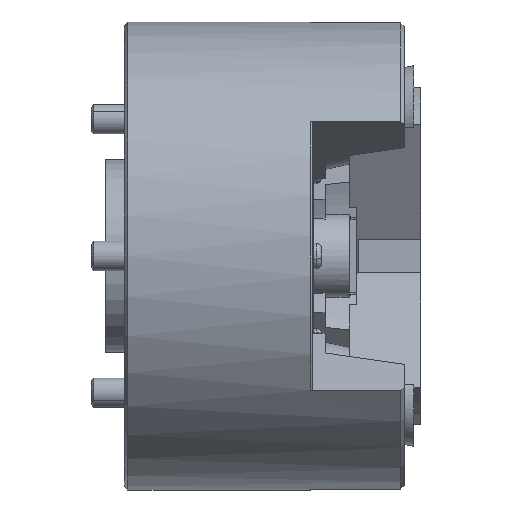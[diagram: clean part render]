
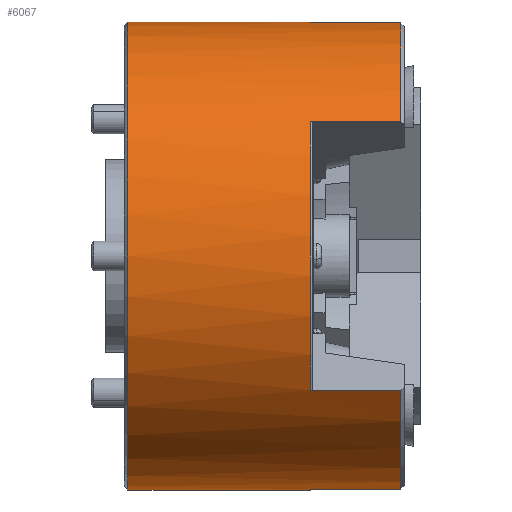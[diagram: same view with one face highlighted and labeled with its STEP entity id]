
A CAD part, front view. The second image highlights one B-rep face of the part: STEP entity #6067.
In plain terms, the highlighted cylindrical face has radius 127 mm (diameter 254 mm), a partial arc.
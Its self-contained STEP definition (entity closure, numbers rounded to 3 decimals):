
#50 = CARTESIAN_POINT ( 'NONE',  ( 0., 0., 127. ) ) ;
#99 = EDGE_CURVE ( 'NONE', #7529, #7558, #5762, .T. ) ;
#207 = CARTESIAN_POINT ( 'NONE',  ( 2., 0., 127. ) ) ;
#288 = AXIS2_PLACEMENT_3D ( 'NONE', #6521, #2501, #7203 ) ;
#301 = CARTESIAN_POINT ( 'NONE',  ( 0., -104.032, -72.844 ) ) ;
#402 = DIRECTION ( 'NONE',  ( 1., 0., 0. ) ) ;
#461 = AXIS2_PLACEMENT_3D ( 'NONE', #5586, #1572, #6254 ) ;
#495 = EDGE_CURVE ( 'NONE', #7503, #2726, #1470, .T. ) ;
#661 = VERTEX_POINT ( 'NONE', #2509 ) ;
#663 = CARTESIAN_POINT ( 'NONE',  ( 101., 0., 0. ) ) ;
#714 = EDGE_CURVE ( 'NONE', #7558, #6501, #7118, .T. ) ;
#807 = EDGE_LOOP ( 'NONE', ( #2781, #2406, #4144, #2083, #6290, #7665, #872, #8636, #5963, #5718, #3883, #1472 ) ) ;
#872 = ORIENTED_EDGE ( 'NONE', *, *, #3531, .T. ) ;
#981 = DIRECTION ( 'NONE',  ( 0., 0., 1. ) ) ;
#1026 = CARTESIAN_POINT ( 'NONE',  ( 2., 0., -127. ) ) ;
#1329 = DIRECTION ( 'NONE',  ( 0., 0., 1. ) ) ;
#1470 = CIRCLE ( 'NONE', #1473, 127. ) ;
#1472 = ORIENTED_EDGE ( 'NONE', *, *, #495, .T. ) ;
#1473 = AXIS2_PLACEMENT_3D ( 'NONE', #5064, #402, #4386 ) ;
#1520 = CARTESIAN_POINT ( 'NONE',  ( 0., 0., -127. ) ) ;
#1572 = DIRECTION ( 'NONE',  ( -1., 0., 0. ) ) ;
#1653 = EDGE_CURVE ( 'NONE', #3761, #2726, #5081, .T. ) ;
#1728 = DIRECTION ( 'NONE',  ( -1., 0., 0. ) ) ;
#1762 = FACE_OUTER_BOUND ( 'NONE', #807, .T. ) ;
#1799 = EDGE_CURVE ( 'NONE', #5358, #6462, #3709, .T. ) ;
#2026 = DIRECTION ( 'NONE',  ( -1., 0., 0. ) ) ;
#2080 = DIRECTION ( 'NONE',  ( -1., 0., 0. ) ) ;
#2083 = ORIENTED_EDGE ( 'NONE', *, *, #5095, .T. ) ;
#2262 = CARTESIAN_POINT ( 'NONE',  ( 0., 0., 0. ) ) ;
#2404 = VERTEX_POINT ( 'NONE', #4016 ) ;
#2406 = ORIENTED_EDGE ( 'NONE', *, *, #2440, .T. ) ;
#2440 = EDGE_CURVE ( 'NONE', #3761, #661, #4017, .T. ) ;
#2501 = DIRECTION ( 'NONE',  ( -1., 0., 0. ) ) ;
#2509 = CARTESIAN_POINT ( 'NONE',  ( 101., -11.069, -126.517 ) ) ;
#2726 = VERTEX_POINT ( 'NONE', #1026 ) ;
#2781 = ORIENTED_EDGE ( 'NONE', *, *, #1653, .F. ) ;
#3003 = LINE ( 'NONE', #50, #4587 ) ;
#3293 = VECTOR ( 'NONE', #6204, 1000. ) ;
#3381 = CARTESIAN_POINT ( 'NONE',  ( 101., -104.032, -72.844 ) ) ;
#3450 = CARTESIAN_POINT ( 'NONE',  ( 0., -104.032, 72.844 ) ) ;
#3531 = EDGE_CURVE ( 'NONE', #4629, #3879, #6524, .T. ) ;
#3578 = LINE ( 'NONE', #4597, #6945 ) ;
#3603 = DIRECTION ( 'NONE',  ( -1., 0., 0. ) ) ;
#3630 = DIRECTION ( 'NONE',  ( -1., 0., 0. ) ) ;
#3709 = LINE ( 'NONE', #301, #6039 ) ;
#3761 = VERTEX_POINT ( 'NONE', #5002 ) ;
#3775 = CARTESIAN_POINT ( 'NONE',  ( 150., -11.069, 126.517 ) ) ;
#3879 = VERTEX_POINT ( 'NONE', #7089 ) ;
#3883 = ORIENTED_EDGE ( 'NONE', *, *, #6430, .T. ) ;
#4016 = CARTESIAN_POINT ( 'NONE',  ( 150., -11.069, -126.517 ) ) ;
#4017 = CIRCLE ( 'NONE', #5819, 127. ) ;
#4144 = ORIENTED_EDGE ( 'NONE', *, *, #7694, .T. ) ;
#4386 = DIRECTION ( 'NONE',  ( 0., 0., -1. ) ) ;
#4412 = AXIS2_PLACEMENT_3D ( 'NONE', #5749, #1728, #6424 ) ;
#4425 = CIRCLE ( 'NONE', #4412, 127. ) ;
#4587 = VECTOR ( 'NONE', #2026, 1000. ) ;
#4597 = CARTESIAN_POINT ( 'NONE',  ( 0., -11.069, -126.517 ) ) ;
#4629 = VERTEX_POINT ( 'NONE', #6719 ) ;
#4996 = DIRECTION ( 'NONE',  ( -1., 0., 0. ) ) ;
#5002 = CARTESIAN_POINT ( 'NONE',  ( 101., 0., -127. ) ) ;
#5064 = CARTESIAN_POINT ( 'NONE',  ( 2., 0., 0. ) ) ;
#5081 = LINE ( 'NONE', #1520, #3293 ) ;
#5095 = EDGE_CURVE ( 'NONE', #2404, #5358, #5903, .T. ) ;
#5325 = DIRECTION ( 'NONE',  ( -1., 0., 0. ) ) ;
#5358 = VERTEX_POINT ( 'NONE', #5371 ) ;
#5371 = CARTESIAN_POINT ( 'NONE',  ( 150., -104.032, -72.844 ) ) ;
#5455 = DIRECTION ( 'NONE',  ( 1., 0., 0. ) ) ;
#5468 = CIRCLE ( 'NONE', #461, 127. ) ;
#5586 = CARTESIAN_POINT ( 'NONE',  ( 150., 0., 0. ) ) ;
#5718 = ORIENTED_EDGE ( 'NONE', *, *, #714, .T. ) ;
#5749 = CARTESIAN_POINT ( 'NONE',  ( 101., 0., 0. ) ) ;
#5762 = LINE ( 'NONE', #8337, #7343 ) ;
#5819 = AXIS2_PLACEMENT_3D ( 'NONE', #6116, #2080, #6781 ) ;
#5903 = CIRCLE ( 'NONE', #288, 127. ) ;
#5963 = ORIENTED_EDGE ( 'NONE', *, *, #99, .T. ) ;
#6039 = VECTOR ( 'NONE', #3630, 1000. ) ;
#6067 = ADVANCED_FACE ( 'NONE', ( #1762 ), #6905, .T. ) ;
#6116 = CARTESIAN_POINT ( 'NONE',  ( 101., 0., 0. ) ) ;
#6204 = DIRECTION ( 'NONE',  ( -1., 0., 0. ) ) ;
#6254 = DIRECTION ( 'NONE',  ( 0., 0., 1. ) ) ;
#6290 = ORIENTED_EDGE ( 'NONE', *, *, #1799, .T. ) ;
#6424 = DIRECTION ( 'NONE',  ( 0., 0., 1. ) ) ;
#6430 = EDGE_CURVE ( 'NONE', #6501, #7503, #3003, .T. ) ;
#6462 = VERTEX_POINT ( 'NONE', #3381 ) ;
#6501 = VERTEX_POINT ( 'NONE', #6864 ) ;
#6521 = CARTESIAN_POINT ( 'NONE',  ( 150., 0., 0. ) ) ;
#6524 = LINE ( 'NONE', #3450, #6741 ) ;
#6615 = DIRECTION ( 'NONE',  ( 1., 0., 0. ) ) ;
#6719 = CARTESIAN_POINT ( 'NONE',  ( 101., -104.032, 72.844 ) ) ;
#6741 = VECTOR ( 'NONE', #5455, 1000. ) ;
#6781 = DIRECTION ( 'NONE',  ( 0., 0., 1. ) ) ;
#6864 = CARTESIAN_POINT ( 'NONE',  ( 101., 0., 127. ) ) ;
#6905 = CYLINDRICAL_SURFACE ( 'NONE', #8129, 127. ) ;
#6945 = VECTOR ( 'NONE', #6615, 1000. ) ;
#7089 = CARTESIAN_POINT ( 'NONE',  ( 150., -104.032, 72.844 ) ) ;
#7118 = CIRCLE ( 'NONE', #8670, 127. ) ;
#7203 = DIRECTION ( 'NONE',  ( 0., 0., 1. ) ) ;
#7343 = VECTOR ( 'NONE', #4996, 1000. ) ;
#7489 = EDGE_CURVE ( 'NONE', #6462, #4629, #4425, .T. ) ;
#7503 = VERTEX_POINT ( 'NONE', #207 ) ;
#7529 = VERTEX_POINT ( 'NONE', #3775 ) ;
#7558 = VERTEX_POINT ( 'NONE', #8483 ) ;
#7665 = ORIENTED_EDGE ( 'NONE', *, *, #7489, .T. ) ;
#7694 = EDGE_CURVE ( 'NONE', #661, #2404, #3578, .T. ) ;
#8129 = AXIS2_PLACEMENT_3D ( 'NONE', #2262, #3603, #981 ) ;
#8337 = CARTESIAN_POINT ( 'NONE',  ( 0., -11.069, 126.517 ) ) ;
#8483 = CARTESIAN_POINT ( 'NONE',  ( 101., -11.069, 126.517 ) ) ;
#8580 = EDGE_CURVE ( 'NONE', #3879, #7529, #5468, .T. ) ;
#8636 = ORIENTED_EDGE ( 'NONE', *, *, #8580, .T. ) ;
#8670 = AXIS2_PLACEMENT_3D ( 'NONE', #663, #5325, #1329 ) ;
